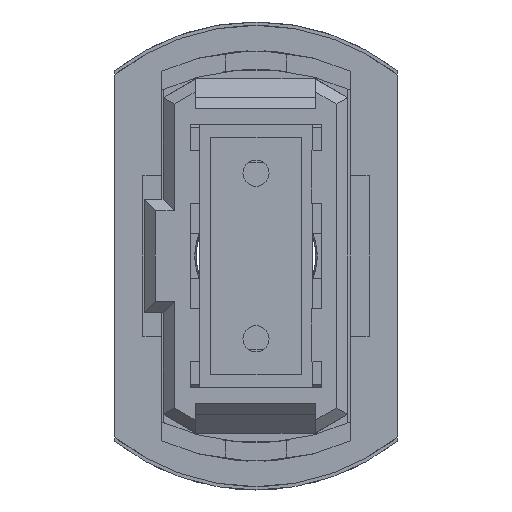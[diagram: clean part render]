
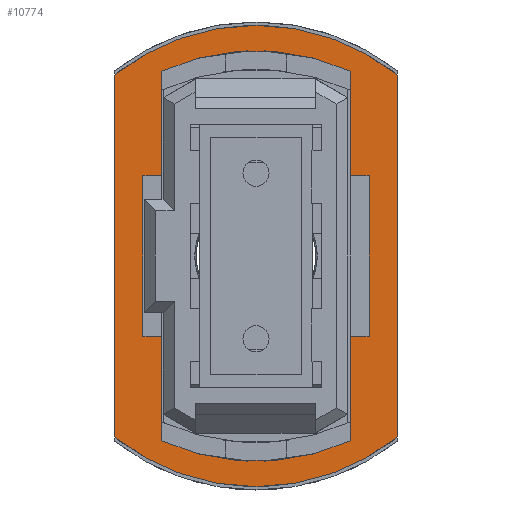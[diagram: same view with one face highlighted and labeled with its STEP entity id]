
A CAD part, left-side view. The second image highlights one B-rep face of the part: STEP entity #10774.
In plain terms, the highlighted face is planar.
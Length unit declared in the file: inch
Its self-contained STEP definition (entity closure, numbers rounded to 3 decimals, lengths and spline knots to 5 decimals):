
#121 = VECTOR ( 'NONE', #7064, 39.37008 ) ;
#145 = EDGE_LOOP ( 'NONE', ( #2748, #12990, #1835, #6385 ) ) ;
#305 = CARTESIAN_POINT ( 'NONE',  ( 0.08366, 0.46457, -0.09843 ) ) ;
#351 = DIRECTION ( 'NONE',  ( 0., 0., 1. ) ) ;
#634 = LINE ( 'NONE', #7789, #8856 ) ;
#1064 = CARTESIAN_POINT ( 'NONE',  ( 0.00458, 0.46457, 0. ) ) ;
#1225 = LINE ( 'NONE', #2517, #121 ) ;
#1268 = ORIENTED_EDGE ( 'NONE', *, *, #7399, .F. ) ;
#1306 = LINE ( 'NONE', #6007, #12312 ) ;
#1439 = EDGE_CURVE ( 'NONE', #2465, #6340, #9864, .T. ) ;
#1811 = CARTESIAN_POINT ( 'NONE',  ( 0.19291, 0.46457, 0.09843 ) ) ;
#1835 = ORIENTED_EDGE ( 'NONE', *, *, #3328, .T. ) ;
#2111 = CARTESIAN_POINT ( 'NONE',  ( -0.08366, 0.46457, -0.11811 ) ) ;
#2132 = VERTEX_POINT ( 'NONE', #14347 ) ;
#2252 = AXIS2_PLACEMENT_3D ( 'NONE', #3174, #11326, #6935 ) ;
#2396 = LINE ( 'NONE', #15162, #12355 ) ;
#2465 = VERTEX_POINT ( 'NONE', #1811 ) ;
#2496 = VECTOR ( 'NONE', #6083, 39.37008 ) ;
#2517 = CARTESIAN_POINT ( 'NONE',  ( 0.19291, 0.46457, -0.09843 ) ) ;
#2618 = EDGE_CURVE ( 'NONE', #2132, #5410, #4509, .T. ) ;
#2679 = CARTESIAN_POINT ( 'NONE',  ( 0.19291, 0.46457, -0.09843 ) ) ;
#2748 = ORIENTED_EDGE ( 'NONE', *, *, #11986, .T. ) ;
#2894 = EDGE_CURVE ( 'NONE', #5410, #3002, #6075, .T. ) ;
#3002 = VERTEX_POINT ( 'NONE', #10330 ) ;
#3088 = EDGE_CURVE ( 'NONE', #6874, #9492, #3913, .T. ) ;
#3174 = CARTESIAN_POINT ( 'NONE',  ( -0.02183, 0.46457, 0. ) ) ;
#3324 = PLANE ( 'NONE',  #14363 ) ;
#3328 = EDGE_CURVE ( 'NONE', #11446, #11123, #10054, .T. ) ;
#3515 = DIRECTION ( 'NONE',  ( 1., 0., 0. ) ) ;
#3592 = VECTOR ( 'NONE', #9678, 39.37008 ) ;
#3617 = DIRECTION ( 'NONE',  ( 0., 0., 1. ) ) ;
#3753 = EDGE_CURVE ( 'NONE', #12964, #2465, #8054, .T. ) ;
#3913 = LINE ( 'NONE', #8760, #13226 ) ;
#4092 = DIRECTION ( 'NONE',  ( 0., 0., -1. ) ) ;
#4371 = EDGE_LOOP ( 'NONE', ( #12005, #1268, #5914, #14024, #5751, #7313, #8069, #8335, #14188, #11854, #12343, #12201 ) ) ;
#4374 = EDGE_CURVE ( 'NONE', #13478, #12964, #634, .T. ) ;
#4509 = LINE ( 'NONE', #4586, #13468 ) ;
#4574 = CARTESIAN_POINT ( 'NONE',  ( -0.00458, 0.46457, 0. ) ) ;
#4586 = CARTESIAN_POINT ( 'NONE',  ( -0.19291, 0.46457, 0.09843 ) ) ;
#4723 = CARTESIAN_POINT ( 'NONE',  ( -0.08366, 0.46457, -0.09843 ) ) ;
#4735 = VECTOR ( 'NONE', #13220, 39.37008 ) ;
#4933 = CARTESIAN_POINT ( 'NONE',  ( 0.18898, 0.46457, -0.14764 ) ) ;
#4998 = CARTESIAN_POINT ( 'NONE',  ( 0.08366, 0.46457, 0.11811 ) ) ;
#5319 = EDGE_CURVE ( 'NONE', #9492, #13054, #6036, .T. ) ;
#5395 = AXIS2_PLACEMENT_3D ( 'NONE', #1064, #5759, #11742 ) ;
#5410 = VERTEX_POINT ( 'NONE', #13538 ) ;
#5545 = AXIS2_PLACEMENT_3D ( 'NONE', #4574, #12936, #8399 ) ;
#5644 = EDGE_CURVE ( 'NONE', #11123, #8491, #13290, .T. ) ;
#5751 = ORIENTED_EDGE ( 'NONE', *, *, #9263, .F. ) ;
#5759 = DIRECTION ( 'NONE',  ( 0., 1., 0. ) ) ;
#5914 = ORIENTED_EDGE ( 'NONE', *, *, #2894, .F. ) ;
#6007 = CARTESIAN_POINT ( 'NONE',  ( -0.18898, 0.46457, 0.14764 ) ) ;
#6036 = LINE ( 'NONE', #6112, #7155 ) ;
#6075 = LINE ( 'NONE', #7293, #7850 ) ;
#6081 = EDGE_CURVE ( 'NONE', #6340, #14942, #1225, .T. ) ;
#6083 = DIRECTION ( 'NONE',  ( -1., 0., 0. ) ) ;
#6112 = CARTESIAN_POINT ( 'NONE',  ( -0.08366, 0.46457, 0.11811 ) ) ;
#6330 = CARTESIAN_POINT ( 'NONE',  ( -0.18898, 0.46457, -0.14764 ) ) ;
#6340 = VERTEX_POINT ( 'NONE', #10283 ) ;
#6385 = ORIENTED_EDGE ( 'NONE', *, *, #5644, .T. ) ;
#6528 = DIRECTION ( 'NONE',  ( -1., 0., 0. ) ) ;
#6733 = VERTEX_POINT ( 'NONE', #7814 ) ;
#6874 = VERTEX_POINT ( 'NONE', #8887 ) ;
#6887 = DIRECTION ( 'NONE',  ( 1., 0., 0. ) ) ;
#6925 = FACE_OUTER_BOUND ( 'NONE', #145, .T. ) ;
#6935 = DIRECTION ( 'NONE',  ( 0., 0., 1. ) ) ;
#7064 = DIRECTION ( 'NONE',  ( -1., 0., 0. ) ) ;
#7155 = VECTOR ( 'NONE', #7173, 39.37008 ) ;
#7173 = DIRECTION ( 'NONE',  ( 0., 0., 1. ) ) ;
#7293 = CARTESIAN_POINT ( 'NONE',  ( -0.08366, 0.46457, 0.11811 ) ) ;
#7313 = ORIENTED_EDGE ( 'NONE', *, *, #8885, .F. ) ;
#7399 = EDGE_CURVE ( 'NONE', #3002, #13478, #2396, .T. ) ;
#7427 = AXIS2_PLACEMENT_3D ( 'NONE', #12175, #13171, #351 ) ;
#7789 = CARTESIAN_POINT ( 'NONE',  ( 0.08366, 0.46457, 0.11811 ) ) ;
#7814 = CARTESIAN_POINT ( 'NONE',  ( -0.19291, 0.46457, -0.09843 ) ) ;
#7850 = VECTOR ( 'NONE', #3617, 39.37008 ) ;
#8015 = DIRECTION ( 'NONE',  ( 0., 0., 1. ) ) ;
#8054 = LINE ( 'NONE', #10579, #11544 ) ;
#8069 = ORIENTED_EDGE ( 'NONE', *, *, #5319, .F. ) ;
#8335 = ORIENTED_EDGE ( 'NONE', *, *, #3088, .F. ) ;
#8399 = DIRECTION ( 'NONE',  ( 0., 0., 1. ) ) ;
#8491 = VERTEX_POINT ( 'NONE', #6330 ) ;
#8608 = LINE ( 'NONE', #2679, #2496 ) ;
#8760 = CARTESIAN_POINT ( 'NONE',  ( -0.08366, 0.46457, -0.11811 ) ) ;
#8856 = VECTOR ( 'NONE', #4092, 39.37008 ) ;
#8885 = EDGE_CURVE ( 'NONE', #13054, #6733, #8608, .T. ) ;
#8887 = CARTESIAN_POINT ( 'NONE',  ( 0.08366, 0.46457, -0.11811 ) ) ;
#8889 = EDGE_CURVE ( 'NONE', #9498, #11446, #1306, .T. ) ;
#9263 = EDGE_CURVE ( 'NONE', #6733, #2132, #10127, .T. ) ;
#9492 = VERTEX_POINT ( 'NONE', #2111 ) ;
#9498 = VERTEX_POINT ( 'NONE', #14944 ) ;
#9678 = DIRECTION ( 'NONE',  ( 0., 0., -1. ) ) ;
#9736 = CARTESIAN_POINT ( 'NONE',  ( 0.18898, 0.46457, 0.14764 ) ) ;
#9758 = LINE ( 'NONE', #4998, #3592 ) ;
#9864 = CIRCLE ( 'NONE', #2252, 0.23622 ) ;
#10054 = CIRCLE ( 'NONE', #5395, 0.23622 ) ;
#10127 = CIRCLE ( 'NONE', #7427, 0.23622 ) ;
#10283 = CARTESIAN_POINT ( 'NONE',  ( 0.19291, 0.46457, -0.09843 ) ) ;
#10330 = CARTESIAN_POINT ( 'NONE',  ( -0.08366, 0.46457, 0.11811 ) ) ;
#10466 = DIRECTION ( 'NONE',  ( 0., 1., 0. ) ) ;
#10473 = CARTESIAN_POINT ( 'NONE',  ( 0.08366, 0.46457, 0.11811 ) ) ;
#10579 = CARTESIAN_POINT ( 'NONE',  ( -0.19291, 0.46457, 0.09843 ) ) ;
#10688 = DIRECTION ( 'NONE',  ( 1., 0., 0. ) ) ;
#10774 = ADVANCED_FACE ( 'NONE', ( #11472, #6925 ), #3324, .T. ) ;
#10973 = EDGE_CURVE ( 'NONE', #14942, #6874, #9758, .T. ) ;
#11123 = VERTEX_POINT ( 'NONE', #11454 ) ;
#11326 = DIRECTION ( 'NONE',  ( 0., 1., 0. ) ) ;
#11417 = CARTESIAN_POINT ( 'NONE',  ( 0.08366, 0.46457, 0.09843 ) ) ;
#11446 = VERTEX_POINT ( 'NONE', #9736 ) ;
#11454 = CARTESIAN_POINT ( 'NONE',  ( 0.18898, 0.46457, -0.14764 ) ) ;
#11472 = FACE_BOUND ( 'NONE', #4371, .T. ) ;
#11544 = VECTOR ( 'NONE', #3515, 39.37008 ) ;
#11742 = DIRECTION ( 'NONE',  ( 0., 0., 1. ) ) ;
#11854 = ORIENTED_EDGE ( 'NONE', *, *, #6081, .F. ) ;
#11986 = EDGE_CURVE ( 'NONE', #8491, #9498, #12153, .T. ) ;
#12005 = ORIENTED_EDGE ( 'NONE', *, *, #4374, .F. ) ;
#12153 = CIRCLE ( 'NONE', #5545, 0.23622 ) ;
#12175 = CARTESIAN_POINT ( 'NONE',  ( 0.02183, 0.46457, 0. ) ) ;
#12201 = ORIENTED_EDGE ( 'NONE', *, *, #3753, .F. ) ;
#12312 = VECTOR ( 'NONE', #10688, 39.37008 ) ;
#12343 = ORIENTED_EDGE ( 'NONE', *, *, #1439, .F. ) ;
#12355 = VECTOR ( 'NONE', #15088, 39.37008 ) ;
#12936 = DIRECTION ( 'NONE',  ( 0., 1., 0. ) ) ;
#12964 = VERTEX_POINT ( 'NONE', #11417 ) ;
#12990 = ORIENTED_EDGE ( 'NONE', *, *, #8889, .T. ) ;
#13054 = VERTEX_POINT ( 'NONE', #4723 ) ;
#13171 = DIRECTION ( 'NONE',  ( 0., 1., 0. ) ) ;
#13220 = DIRECTION ( 'NONE',  ( -1., 0., 0. ) ) ;
#13226 = VECTOR ( 'NONE', #6528, 39.37008 ) ;
#13290 = LINE ( 'NONE', #4933, #4735 ) ;
#13468 = VECTOR ( 'NONE', #6887, 39.37008 ) ;
#13478 = VERTEX_POINT ( 'NONE', #10473 ) ;
#13538 = CARTESIAN_POINT ( 'NONE',  ( -0.08366, 0.46457, 0.09843 ) ) ;
#14024 = ORIENTED_EDGE ( 'NONE', *, *, #2618, .F. ) ;
#14188 = ORIENTED_EDGE ( 'NONE', *, *, #10973, .F. ) ;
#14347 = CARTESIAN_POINT ( 'NONE',  ( -0.19291, 0.46457, 0.09843 ) ) ;
#14363 = AXIS2_PLACEMENT_3D ( 'NONE', #15072, #10466, #8015 ) ;
#14942 = VERTEX_POINT ( 'NONE', #305 ) ;
#14944 = CARTESIAN_POINT ( 'NONE',  ( -0.18898, 0.46457, 0.14764 ) ) ;
#15072 = CARTESIAN_POINT ( 'NONE',  ( -0.00458, 0.46457, 0. ) ) ;
#15088 = DIRECTION ( 'NONE',  ( 1., 0., 0. ) ) ;
#15162 = CARTESIAN_POINT ( 'NONE',  ( -0.08366, 0.46457, 0.11811 ) ) ;
